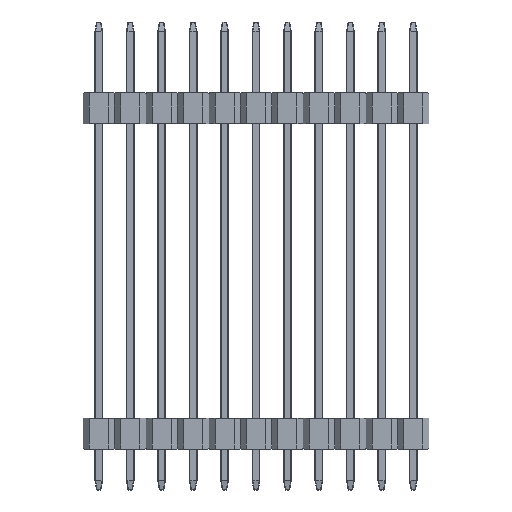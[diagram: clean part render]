
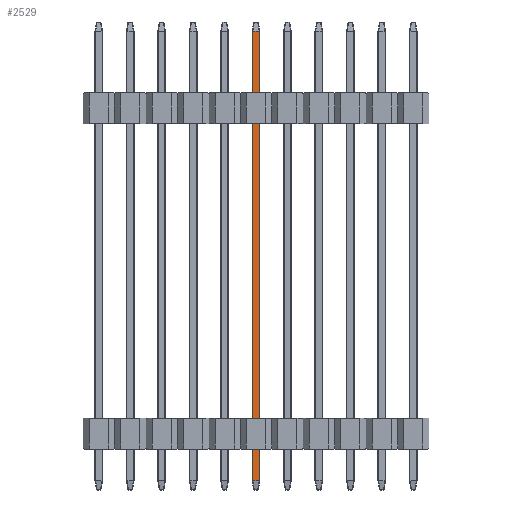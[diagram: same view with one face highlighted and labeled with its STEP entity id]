
A CAD part, front view. The second image highlights one B-rep face of the part: STEP entity #2529.
In plain terms, the highlighted planar face has unit normal (0, -1, 0).
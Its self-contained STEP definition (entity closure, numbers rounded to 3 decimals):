
#389=FACE_OUTER_BOUND('',#517,.T.);
#517=EDGE_LOOP('',(#1879,#1880,#1881,#1882,#1883,#1884,#1885,#1886));
#621=LINE('',#3642,#933);
#628=LINE('',#3656,#940);
#639=LINE('',#3681,#951);
#647=LINE('',#3696,#959);
#675=LINE('',#3749,#987);
#706=LINE('',#3806,#1018);
#709=LINE('',#3812,#1021);
#710=LINE('',#3813,#1022);
#933=VECTOR('',#2931,10.);
#940=VECTOR('',#2942,10.);
#951=VECTOR('',#2959,10.);
#959=VECTOR('',#2971,10.);
#987=VECTOR('',#3019,10.);
#1018=VECTOR('',#3070,10.);
#1021=VECTOR('',#3079,10.);
#1022=VECTOR('',#3080,10.);
#1245=VERTEX_POINT('',#3639);
#1246=VERTEX_POINT('',#3641);
#1251=VERTEX_POINT('',#3654);
#1261=VERTEX_POINT('',#3678);
#1262=VERTEX_POINT('',#3680);
#1266=VERTEX_POINT('',#3691);
#1282=VERTEX_POINT('',#3747);
#1297=VERTEX_POINT('',#3801);
#1437=EDGE_CURVE('',#1245,#1246,#621,.T.);
#1444=EDGE_CURVE('',#1251,#1245,#628,.T.);
#1455=EDGE_CURVE('',#1261,#1262,#639,.T.);
#1463=EDGE_CURVE('',#1262,#1266,#647,.T.);
#1491=EDGE_CURVE('',#1282,#1261,#675,.T.);
#1522=EDGE_CURVE('',#1246,#1297,#706,.T.);
#1525=EDGE_CURVE('',#1297,#1282,#709,.T.);
#1526=EDGE_CURVE('',#1266,#1251,#710,.T.);
#1879=ORIENTED_EDGE('',*,*,#1463,.F.);
#1880=ORIENTED_EDGE('',*,*,#1455,.F.);
#1881=ORIENTED_EDGE('',*,*,#1491,.F.);
#1882=ORIENTED_EDGE('',*,*,#1525,.F.);
#1883=ORIENTED_EDGE('',*,*,#1522,.F.);
#1884=ORIENTED_EDGE('',*,*,#1437,.F.);
#1885=ORIENTED_EDGE('',*,*,#1444,.F.);
#1886=ORIENTED_EDGE('',*,*,#1526,.F.);
#2401=PLANE('',#2756);
#2529=ADVANCED_FACE('',(#389),#2401,.T.);
#2756=AXIS2_PLACEMENT_3D('',#3811,#3077,#3078);
#2931=DIRECTION('',(0.,0.,-1.));
#2942=DIRECTION('',(0.371,0.,-0.928));
#2959=DIRECTION('',(0.,0.,1.));
#2971=DIRECTION('',(0.371,0.,0.928));
#3019=DIRECTION('',(-0.371,0.,0.928));
#3070=DIRECTION('',(-0.371,0.,-0.928));
#3077=DIRECTION('center_axis',(0.,-1.,0.));
#3078=DIRECTION('ref_axis',(1.,0.,0.));
#3079=DIRECTION('',(-1.,0.,0.));
#3080=DIRECTION('',(1.,0.,0.));
#3639=CARTESIAN_POINT('',(0.27,-0.32,33.748));
#3641=CARTESIAN_POINT('',(0.27,-0.32,-2.548));
#3642=CARTESIAN_POINT('',(0.27,-0.32,0.));
#3654=CARTESIAN_POINT('',(0.269,-0.32,33.75));
#3656=CARTESIAN_POINT('',(5.973,-0.32,19.491));
#3678=CARTESIAN_POINT('',(-0.27,-0.32,-2.548));
#3680=CARTESIAN_POINT('',(-0.27,-0.32,33.748));
#3681=CARTESIAN_POINT('',(-0.27,-0.32,0.));
#3691=CARTESIAN_POINT('',(-0.269,-0.32,33.75));
#3696=CARTESIAN_POINT('',(-6.017,-0.32,19.381));
#3747=CARTESIAN_POINT('',(-0.269,-0.32,-2.55));
#3749=CARTESIAN_POINT('',(-0.637,-0.32,-1.629));
#3801=CARTESIAN_POINT('',(0.269,-0.32,-2.55));
#3806=CARTESIAN_POINT('',(0.593,-0.32,-1.739));
#3811=CARTESIAN_POINT('Origin',(-0.32,-0.32,0.));
#3812=CARTESIAN_POINT('',(-0.16,-0.32,-2.55));
#3813=CARTESIAN_POINT('',(-0.16,-0.32,33.75));
